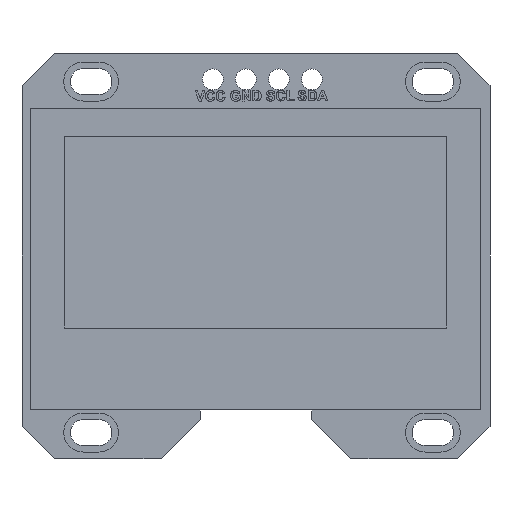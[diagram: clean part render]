
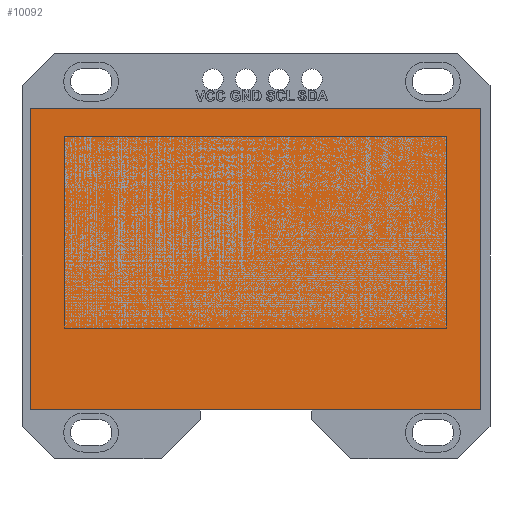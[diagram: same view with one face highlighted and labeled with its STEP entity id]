
A CAD part, front view. The second image highlights one B-rep face of the part: STEP entity #10092.
In plain terms, the highlighted planar face has unit normal (0, -1, 0).
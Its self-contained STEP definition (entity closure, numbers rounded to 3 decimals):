
#1448=FACE_OUTER_BOUND('',#2046,.T.);
#2046=EDGE_LOOP('',(#8233,#8234,#8235,#8236));
#2783=LINE('',#16563,#3629);
#2786=LINE('',#16569,#3632);
#2789=LINE('',#16575,#3635);
#2792=LINE('',#16579,#3638);
#3629=VECTOR('',#11645,10.);
#3632=VECTOR('',#11650,10.);
#3635=VECTOR('',#11655,10.);
#3638=VECTOR('',#11660,10.);
#4557=VERTEX_POINT('',#16560);
#4558=VERTEX_POINT('',#16562);
#4560=VERTEX_POINT('',#16568);
#4562=VERTEX_POINT('',#16574);
#5851=EDGE_CURVE('',#4558,#4557,#2783,.T.);
#5854=EDGE_CURVE('',#4560,#4558,#2786,.T.);
#5857=EDGE_CURVE('',#4562,#4560,#2789,.T.);
#5860=EDGE_CURVE('',#4557,#4562,#2792,.T.);
#8233=ORIENTED_EDGE('',*,*,#5860,.T.);
#8234=ORIENTED_EDGE('',*,*,#5857,.T.);
#8235=ORIENTED_EDGE('',*,*,#5854,.T.);
#8236=ORIENTED_EDGE('',*,*,#5851,.T.);
#9687=PLANE('',#10632);
#10092=ADVANCED_FACE('',(#1448),#9687,.T.);
#10632=AXIS2_PLACEMENT_3D('',#16581,#11663,#11664);
#11645=DIRECTION('',(-1.,0.,0.));
#11650=DIRECTION('',(0.,0.,1.));
#11655=DIRECTION('',(1.,0.,0.));
#11660=DIRECTION('',(0.,0.,-1.));
#11663=DIRECTION('center_axis',(0.,-1.,0.));
#11664=DIRECTION('ref_axis',(0.,0.,-1.));
#16560=CARTESIAN_POINT('',(-3.677,-1.5,-8.224));
#16562=CARTESIAN_POINT('',(30.973,-1.5,-8.224));
#16563=CARTESIAN_POINT('',(-3.677,-1.5,-8.224));
#16568=CARTESIAN_POINT('',(30.973,-1.5,-31.424));
#16569=CARTESIAN_POINT('',(30.973,-1.5,-8.224));
#16574=CARTESIAN_POINT('',(-3.677,-1.5,-31.424));
#16575=CARTESIAN_POINT('',(30.973,-1.5,-31.424));
#16579=CARTESIAN_POINT('',(-3.677,-1.5,-31.424));
#16581=CARTESIAN_POINT('Origin',(13.648,-1.5,-19.824));
